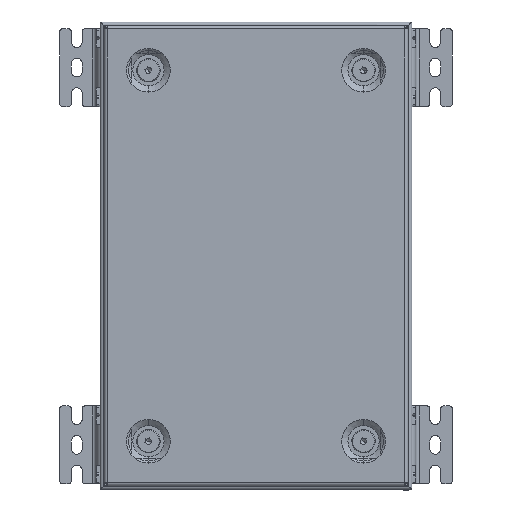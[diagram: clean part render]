
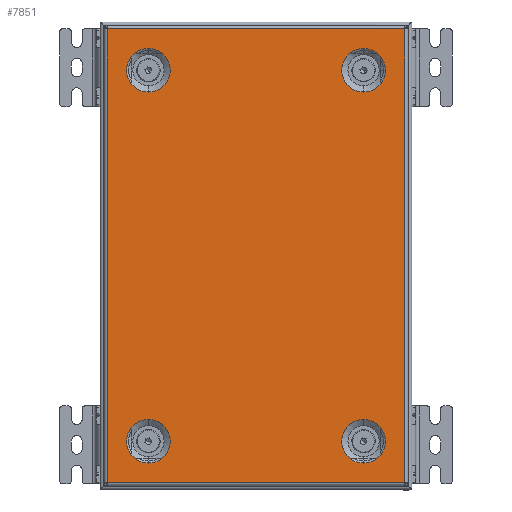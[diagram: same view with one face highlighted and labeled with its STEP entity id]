
A CAD part, top view. The second image highlights one B-rep face of the part: STEP entity #7851.
In plain terms, the highlighted planar face has unit normal (0, 0, 1).
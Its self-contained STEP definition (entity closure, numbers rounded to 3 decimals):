
#13 = CARTESIAN_POINT ( 'NONE',  ( 95.793, 145.5, 0. ) ) ;
#261 = DIRECTION ( 'NONE',  ( 1., 0., 0. ) ) ;
#267 = EDGE_CURVE ( 'NONE', #25447, #25844, #19590, .T. ) ;
#316 = DIRECTION ( 'NONE',  ( 0., 0., 1. ) ) ;
#407 = ORIENTED_EDGE ( 'NONE', *, *, #20275, .T. ) ;
#410 = CARTESIAN_POINT ( 'NONE',  ( -69., 119., 0. ) ) ;
#441 = CARTESIAN_POINT ( 'NONE',  ( 69., -119., 0. ) ) ;
#681 = AXIS2_PLACEMENT_3D ( 'NONE', #441, #316, #13193 ) ;
#893 = VERTEX_POINT ( 'NONE', #6524 ) ;
#896 = VECTOR ( 'NONE', #10738, 1000. ) ;
#1226 = LINE ( 'NONE', #19739, #25257 ) ;
#1576 = VECTOR ( 'NONE', #14415, 1000. ) ;
#1680 = VERTEX_POINT ( 'NONE', #5551 ) ;
#1725 = FACE_BOUND ( 'NONE', #15739, .T. ) ;
#1873 = AXIS2_PLACEMENT_3D ( 'NONE', #14764, #25197, #4070 ) ;
#2697 = CARTESIAN_POINT ( 'NONE',  ( 69., 119., 0. ) ) ;
#2707 = VERTEX_POINT ( 'NONE', #14525 ) ;
#2970 = DIRECTION ( 'NONE',  ( -1., 0., 0. ) ) ;
#3103 = CARTESIAN_POINT ( 'NONE',  ( -69., 105., 0. ) ) ;
#3352 = EDGE_LOOP ( 'NONE', ( #21155, #25712 ) ) ;
#3709 = CARTESIAN_POINT ( 'NONE',  ( -69., -119., 0. ) ) ;
#3860 = LINE ( 'NONE', #10313, #4573 ) ;
#3910 = FACE_BOUND ( 'NONE', #10175, .T. ) ;
#3961 = CARTESIAN_POINT ( 'NONE',  ( -69., -133., 0. ) ) ;
#4039 = VERTEX_POINT ( 'NONE', #3961 ) ;
#4070 = DIRECTION ( 'NONE',  ( -1., 0., 0. ) ) ;
#4080 = CARTESIAN_POINT ( 'NONE',  ( -69., -105., 0. ) ) ;
#4383 = CARTESIAN_POINT ( 'NONE',  ( -97.5, 145.5, 0. ) ) ;
#4470 = EDGE_CURVE ( 'NONE', #25920, #21956, #6122, .T. ) ;
#4497 = EDGE_CURVE ( 'NONE', #7804, #15911, #12029, .T. ) ;
#4573 = VECTOR ( 'NONE', #18670, 1000. ) ;
#4674 = CARTESIAN_POINT ( 'NONE',  ( -69., 119., 0. ) ) ;
#4722 = AXIS2_PLACEMENT_3D ( 'NONE', #2697, #19283, #2970 ) ;
#5009 = DIRECTION ( 'NONE',  ( -1., 0., 0. ) ) ;
#5060 = CARTESIAN_POINT ( 'NONE',  ( 69., -133., 0. ) ) ;
#5551 = CARTESIAN_POINT ( 'NONE',  ( -95.5, -145.5, 0. ) ) ;
#5835 = ORIENTED_EDGE ( 'NONE', *, *, #25921, .T. ) ;
#5844 = AXIS2_PLACEMENT_3D ( 'NONE', #410, #6723, #21798 ) ;
#5921 = VECTOR ( 'NONE', #8371, 1000. ) ;
#5979 = ORIENTED_EDGE ( 'NONE', *, *, #267, .F. ) ;
#6122 = LINE ( 'NONE', #25050, #19035 ) ;
#6185 = LINE ( 'NONE', #13, #1576 ) ;
#6223 = ORIENTED_EDGE ( 'NONE', *, *, #26184, .T. ) ;
#6524 = CARTESIAN_POINT ( 'NONE',  ( -69., 133., 0. ) ) ;
#6723 = DIRECTION ( 'NONE',  ( 0., 0., 1. ) ) ;
#6962 = CARTESIAN_POINT ( 'NONE',  ( 69., -105., 0. ) ) ;
#7524 = DIRECTION ( 'NONE',  ( 0., -1., 0. ) ) ;
#7804 = VERTEX_POINT ( 'NONE', #6962 ) ;
#7851 = ADVANCED_FACE ( 'NONE', ( #16107, #12266, #11863, #3910, #1725 ), #22415, .T. ) ;
#7945 = ORIENTED_EDGE ( 'NONE', *, *, #4497, .F. ) ;
#8295 = CARTESIAN_POINT ( 'NONE',  ( 69., 133., 0. ) ) ;
#8371 = DIRECTION ( 'NONE',  ( 0., 1., 0. ) ) ;
#8509 = LINE ( 'NONE', #16588, #5921 ) ;
#8527 = AXIS2_PLACEMENT_3D ( 'NONE', #23265, #21463, #5009 ) ;
#8794 = LINE ( 'NONE', #25498, #13109 ) ;
#8982 = CARTESIAN_POINT ( 'NONE',  ( 95.4, -145.5, 0. ) ) ;
#9011 = CIRCLE ( 'NONE', #8527, 14. ) ;
#9183 = EDGE_CURVE ( 'NONE', #11066, #1680, #8794, .T. ) ;
#9473 = DIRECTION ( 'NONE',  ( 1., 0., 0. ) ) ;
#9749 = ORIENTED_EDGE ( 'NONE', *, *, #13655, .F. ) ;
#9885 = EDGE_CURVE ( 'NONE', #21956, #13763, #10189, .T. ) ;
#9989 = ORIENTED_EDGE ( 'NONE', *, *, #25643, .F. ) ;
#10175 = EDGE_LOOP ( 'NONE', ( #23592, #9749 ) ) ;
#10189 = LINE ( 'NONE', #15440, #896 ) ;
#10239 = CARTESIAN_POINT ( 'NONE',  ( 69., -119., 0. ) ) ;
#10313 = CARTESIAN_POINT ( 'NONE',  ( 95.793, 145.5, 0. ) ) ;
#10399 = ORIENTED_EDGE ( 'NONE', *, *, #21019, .T. ) ;
#10410 = AXIS2_PLACEMENT_3D ( 'NONE', #16387, #15966, #14047 ) ;
#10440 = DIRECTION ( 'NONE',  ( -1., 0., 0. ) ) ;
#10738 = DIRECTION ( 'NONE',  ( 1., 0., 0. ) ) ;
#10828 = LINE ( 'NONE', #4383, #11619 ) ;
#11066 = VERTEX_POINT ( 'NONE', #23291 ) ;
#11069 = CIRCLE ( 'NONE', #1873, 14. ) ;
#11470 = EDGE_LOOP ( 'NONE', ( #18201, #5979 ) ) ;
#11619 = VECTOR ( 'NONE', #261, 1000. ) ;
#11810 = CARTESIAN_POINT ( 'NONE',  ( 69., 105., 0. ) ) ;
#11863 = FACE_BOUND ( 'NONE', #11470, .T. ) ;
#12029 = CIRCLE ( 'NONE', #18151, 14. ) ;
#12086 = CARTESIAN_POINT ( 'NONE',  ( -95.4, -145.5, 0. ) ) ;
#12266 = FACE_BOUND ( 'NONE', #3352, .T. ) ;
#12308 = VERTEX_POINT ( 'NONE', #4080 ) ;
#12388 = CIRCLE ( 'NONE', #5844, 14. ) ;
#12418 = DIRECTION ( 'NONE',  ( 1., 0., 0. ) ) ;
#12493 = CIRCLE ( 'NONE', #681, 14. ) ;
#12860 = ORIENTED_EDGE ( 'NONE', *, *, #9885, .T. ) ;
#13029 = DIRECTION ( 'NONE',  ( 0., 0., 1. ) ) ;
#13109 = VECTOR ( 'NONE', #7524, 1000. ) ;
#13193 = DIRECTION ( 'NONE',  ( 1., 0., 0. ) ) ;
#13445 = CARTESIAN_POINT ( 'NONE',  ( 95.4, 145.5, 0. ) ) ;
#13655 = EDGE_CURVE ( 'NONE', #4039, #12308, #21645, .T. ) ;
#13739 = AXIS2_PLACEMENT_3D ( 'NONE', #3709, #26074, #10440 ) ;
#13763 = VERTEX_POINT ( 'NONE', #20983 ) ;
#14047 = DIRECTION ( 'NONE',  ( 1., 0., 0. ) ) ;
#14415 = DIRECTION ( 'NONE',  ( -1., 0., 0. ) ) ;
#14515 = CARTESIAN_POINT ( 'NONE',  ( 95.5, 145.5, 0. ) ) ;
#14525 = CARTESIAN_POINT ( 'NONE',  ( -95.4, 145.5, 0. ) ) ;
#14764 = CARTESIAN_POINT ( 'NONE',  ( -69., -119., 0. ) ) ;
#15440 = CARTESIAN_POINT ( 'NONE',  ( 97.5, -145.5, 0. ) ) ;
#15459 = AXIS2_PLACEMENT_3D ( 'NONE', #4674, #13029, #21655 ) ;
#15655 = EDGE_LOOP ( 'NONE', ( #5835, #407, #25077, #17397, #6223, #23918, #12860, #10399 ) ) ;
#15739 = EDGE_LOOP ( 'NONE', ( #7945, #9989 ) ) ;
#15911 = VERTEX_POINT ( 'NONE', #5060 ) ;
#15966 = DIRECTION ( 'NONE',  ( 0., 0., 1. ) ) ;
#16107 = FACE_OUTER_BOUND ( 'NONE', #15655, .T. ) ;
#16387 = CARTESIAN_POINT ( 'NONE',  ( 0., 0., 0. ) ) ;
#16588 = CARTESIAN_POINT ( 'NONE',  ( 95.5, -145.793, 0. ) ) ;
#16741 = EDGE_CURVE ( 'NONE', #20888, #893, #12388, .T. ) ;
#16756 = EDGE_CURVE ( 'NONE', #893, #20888, #26401, .T. ) ;
#17397 = ORIENTED_EDGE ( 'NONE', *, *, #9183, .T. ) ;
#18151 = AXIS2_PLACEMENT_3D ( 'NONE', #10239, #24789, #22994 ) ;
#18201 = ORIENTED_EDGE ( 'NONE', *, *, #19366, .F. ) ;
#18670 = DIRECTION ( 'NONE',  ( -1., 0., 0. ) ) ;
#18769 = VERTEX_POINT ( 'NONE', #14515 ) ;
#19035 = VECTOR ( 'NONE', #12418, 1000. ) ;
#19283 = DIRECTION ( 'NONE',  ( 0., 0., 1. ) ) ;
#19366 = EDGE_CURVE ( 'NONE', #25844, #25447, #9011, .T. ) ;
#19590 = CIRCLE ( 'NONE', #4722, 14. ) ;
#19739 = CARTESIAN_POINT ( 'NONE',  ( -95.793, -145.5, 0. ) ) ;
#20275 = EDGE_CURVE ( 'NONE', #20564, #2707, #3860, .T. ) ;
#20564 = VERTEX_POINT ( 'NONE', #13445 ) ;
#20888 = VERTEX_POINT ( 'NONE', #3103 ) ;
#20983 = CARTESIAN_POINT ( 'NONE',  ( 95.5, -145.5, 0. ) ) ;
#21019 = EDGE_CURVE ( 'NONE', #13763, #18769, #8509, .T. ) ;
#21083 = EDGE_CURVE ( 'NONE', #11066, #2707, #10828, .T. ) ;
#21155 = ORIENTED_EDGE ( 'NONE', *, *, #16741, .F. ) ;
#21451 = EDGE_CURVE ( 'NONE', #12308, #4039, #11069, .T. ) ;
#21463 = DIRECTION ( 'NONE',  ( 0., 0., 1. ) ) ;
#21645 = CIRCLE ( 'NONE', #13739, 14. ) ;
#21655 = DIRECTION ( 'NONE',  ( 1., 0., 0. ) ) ;
#21798 = DIRECTION ( 'NONE',  ( 1., 0., 0. ) ) ;
#21956 = VERTEX_POINT ( 'NONE', #8982 ) ;
#22415 = PLANE ( 'NONE',  #10410 ) ;
#22994 = DIRECTION ( 'NONE',  ( 1., 0., 0. ) ) ;
#23265 = CARTESIAN_POINT ( 'NONE',  ( 69., 119., 0. ) ) ;
#23291 = CARTESIAN_POINT ( 'NONE',  ( -95.5, 145.5, 0. ) ) ;
#23592 = ORIENTED_EDGE ( 'NONE', *, *, #21451, .F. ) ;
#23918 = ORIENTED_EDGE ( 'NONE', *, *, #4470, .T. ) ;
#24789 = DIRECTION ( 'NONE',  ( 0., 0., 1. ) ) ;
#25050 = CARTESIAN_POINT ( 'NONE',  ( -95.793, -145.5, 0. ) ) ;
#25077 = ORIENTED_EDGE ( 'NONE', *, *, #21083, .F. ) ;
#25197 = DIRECTION ( 'NONE',  ( 0., 0., 1. ) ) ;
#25257 = VECTOR ( 'NONE', #9473, 1000. ) ;
#25447 = VERTEX_POINT ( 'NONE', #8295 ) ;
#25498 = CARTESIAN_POINT ( 'NONE',  ( -95.5, 145.793, 0. ) ) ;
#25643 = EDGE_CURVE ( 'NONE', #15911, #7804, #12493, .T. ) ;
#25712 = ORIENTED_EDGE ( 'NONE', *, *, #16756, .F. ) ;
#25844 = VERTEX_POINT ( 'NONE', #11810 ) ;
#25920 = VERTEX_POINT ( 'NONE', #12086 ) ;
#25921 = EDGE_CURVE ( 'NONE', #18769, #20564, #6185, .T. ) ;
#26074 = DIRECTION ( 'NONE',  ( 0., 0., 1. ) ) ;
#26184 = EDGE_CURVE ( 'NONE', #1680, #25920, #1226, .T. ) ;
#26401 = CIRCLE ( 'NONE', #15459, 14. ) ;
